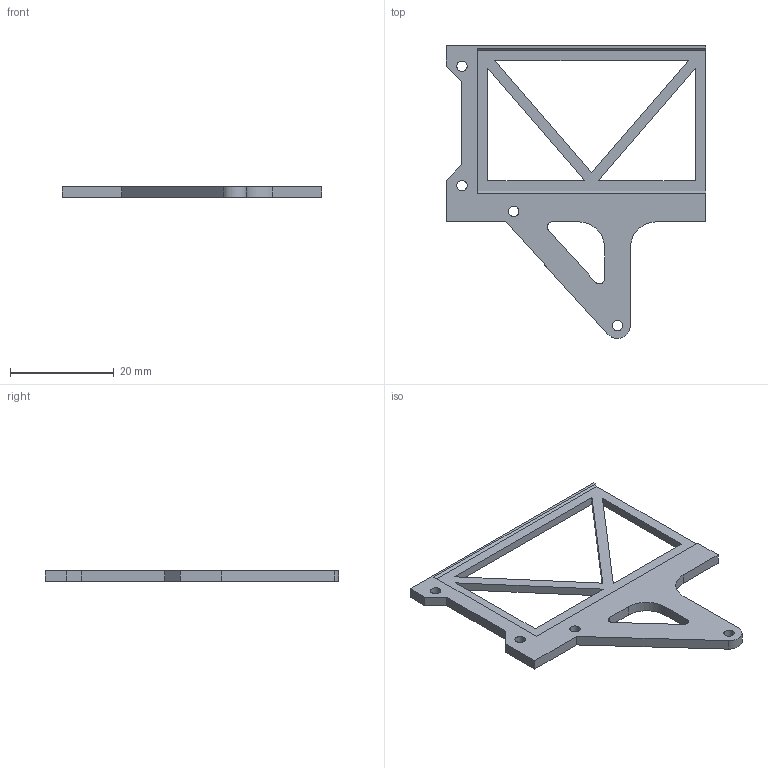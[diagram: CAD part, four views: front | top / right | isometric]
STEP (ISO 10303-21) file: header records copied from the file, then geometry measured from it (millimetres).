
FILE_DESCRIPTION(/* description */ (''),/* implementation_level */ '2;1');
FILE_NAME(/* name */ 'Part1.stp',/* time_stamp */ '2025-06-15T18:30:29+08:00',/* author */ ('Toby'),/* organization */ (''),/* preprocessor_version */ 'ST-DEVELOPER v18.1',/* originating_system */ 'Autodesk Inventor 2021',/* authorisation */ '');
FILE_SCHEMA (('AUTOMOTIVE_DESIGN { 1 0 10303 214 3 1 1 }'));
Length unit declared in the file: millimetre
Products named in the file (1): Part1
Bounding box: 50 x 56.5 x 2 mm (x, y, z)
Volume: 1959.3 mm3; surface area: 3031.2 mm2
Topology: 1 solids, 1 shells, 38 faces, 111 edges, 75 vertices
Faces by surface type: plane 29, cylinder 9
Full cylindrical faces by diameter (mm): 2 x4
Entity records: 1333 total; most frequent: CARTESIAN_POINT 225, ORIENTED_EDGE 222, DIRECTION 210, EDGE_CURVE 111, LINE 90, VECTOR 90, VERTEX_POINT 75, AXIS2_PLACEMENT_3D 60
